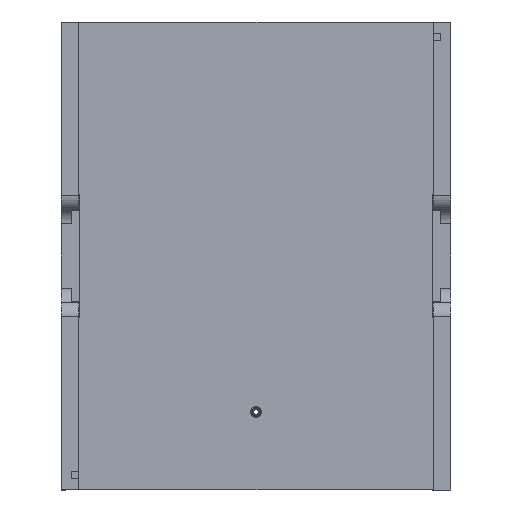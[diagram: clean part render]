
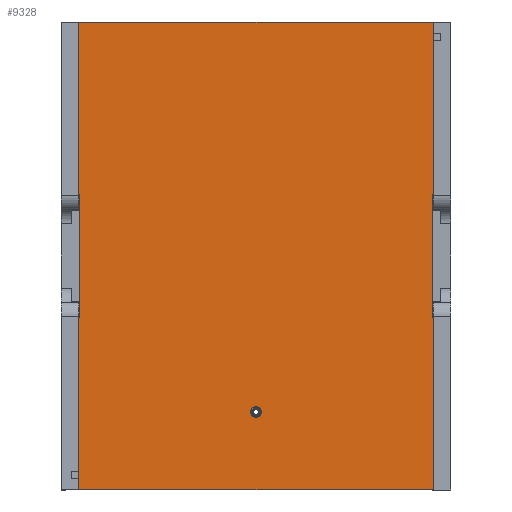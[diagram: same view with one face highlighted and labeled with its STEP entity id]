
A CAD part, front view. The second image highlights one B-rep face of the part: STEP entity #9328.
In plain terms, the highlighted planar face has unit normal (0, -1, 0).
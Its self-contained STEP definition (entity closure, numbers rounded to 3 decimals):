
#30 = FACE_BOUND ( 'NONE', #12866, .T. ) ;
#344 = CARTESIAN_POINT ( 'NONE',  ( 172.7, 0., -56.8 ) ) ;
#388 = DIRECTION ( 'NONE',  ( 0., 0., 1. ) ) ;
#632 = ORIENTED_EDGE ( 'NONE', *, *, #3542, .F. ) ;
#732 = ORIENTED_EDGE ( 'NONE', *, *, #2360, .F. ) ;
#1052 = CARTESIAN_POINT ( 'NONE',  ( 170.5, 0., 225. ) ) ;
#1066 = FACE_OUTER_BOUND ( 'NONE', #4072, .T. ) ;
#1198 = EDGE_CURVE ( 'NONE', #12833, #3908, #1866, .T. ) ;
#1199 = LINE ( 'NONE', #9620, #5682 ) ;
#1343 = DIRECTION ( 'NONE',  ( 0., 0., -1. ) ) ;
#1425 = VERTEX_POINT ( 'NONE', #6412 ) ;
#1634 = DIRECTION ( 'NONE',  ( 0., 0., 1. ) ) ;
#1657 = VECTOR ( 'NONE', #5126, 1000. ) ;
#1841 = ORIENTED_EDGE ( 'NONE', *, *, #9772, .T. ) ;
#1866 = CIRCLE ( 'NONE', #2091, 3.2 ) ;
#1905 = VERTEX_POINT ( 'NONE', #2115 ) ;
#1943 = DIRECTION ( 'NONE',  ( -1., 0., 0. ) ) ;
#2091 = AXIS2_PLACEMENT_3D ( 'NONE', #10109, #12114, #388 ) ;
#2111 = VERTEX_POINT ( 'NONE', #8217 ) ;
#2115 = CARTESIAN_POINT ( 'NONE',  ( 169.5, 0., -56.8 ) ) ;
#2132 = VERTEX_POINT ( 'NONE', #11404 ) ;
#2154 = VERTEX_POINT ( 'NONE', #11541 ) ;
#2176 = EDGE_CURVE ( 'NONE', #3908, #1905, #2863, .T. ) ;
#2360 = EDGE_CURVE ( 'NONE', #9262, #1425, #1199, .T. ) ;
#2381 = CARTESIAN_POINT ( 'NONE',  ( -170.5, 0., -59.124 ) ) ;
#2431 = VERTEX_POINT ( 'NONE', #2381 ) ;
#2497 = ORIENTED_EDGE ( 'NONE', *, *, #4836, .T. ) ;
#2519 = CARTESIAN_POINT ( 'NONE',  ( -169.5, 0., -56.8 ) ) ;
#2595 = CARTESIAN_POINT ( 'NONE',  ( -169.5, 0., 56.8 ) ) ;
#2662 = DIRECTION ( 'NONE',  ( 0., 1., 0. ) ) ;
#2833 = ORIENTED_EDGE ( 'NONE', *, *, #12180, .T. ) ;
#2863 = LINE ( 'NONE', #2923, #1657 ) ;
#2923 = CARTESIAN_POINT ( 'NONE',  ( 169.5, 0., -56.8 ) ) ;
#2966 = CARTESIAN_POINT ( 'NONE',  ( 169.5, 0., 56.8 ) ) ;
#3072 = CARTESIAN_POINT ( 'NONE',  ( 0., 0., 0. ) ) ;
#3167 = CARTESIAN_POINT ( 'NONE',  ( 170.5, 0., -59.124 ) ) ;
#3189 = EDGE_CURVE ( 'NONE', #9262, #10925, #7603, .T. ) ;
#3197 = DIRECTION ( 'NONE',  ( 0., 0., -1. ) ) ;
#3201 = AXIS2_PLACEMENT_3D ( 'NONE', #5773, #7763, #1634 ) ;
#3322 = VERTEX_POINT ( 'NONE', #2519 ) ;
#3449 = VERTEX_POINT ( 'NONE', #7744 ) ;
#3542 = EDGE_CURVE ( 'NONE', #2132, #2111, #12365, .T. ) ;
#3564 = DIRECTION ( 'NONE',  ( 0., 0., 1. ) ) ;
#3821 = DIRECTION ( 'NONE',  ( 0., 0., -1. ) ) ;
#3866 = CIRCLE ( 'NONE', #9132, 3.2 ) ;
#3908 = VERTEX_POINT ( 'NONE', #2966 ) ;
#4042 = DIRECTION ( 'NONE',  ( 0., 0., 1. ) ) ;
#4072 = EDGE_LOOP ( 'NONE', ( #4585, #9853, #732, #4555, #6447, #7632, #1841, #2497, #632, #8109, #6168, #11826 ) ) ;
#4296 = AXIS2_PLACEMENT_3D ( 'NONE', #3072, #11477, #7257 ) ;
#4522 = CARTESIAN_POINT ( 'NONE',  ( -170.5, 0., 225. ) ) ;
#4555 = ORIENTED_EDGE ( 'NONE', *, *, #3189, .T. ) ;
#4585 = ORIENTED_EDGE ( 'NONE', *, *, #1198, .F. ) ;
#4589 = DIRECTION ( 'NONE',  ( 0., 0., -1. ) ) ;
#4611 = LINE ( 'NONE', #9983, #11499 ) ;
#4658 = LINE ( 'NONE', #10799, #9971 ) ;
#4836 = EDGE_CURVE ( 'NONE', #2431, #2111, #4658, .T. ) ;
#4915 = CARTESIAN_POINT ( 'NONE',  ( 177.5, 0., -225. ) ) ;
#4921 = CARTESIAN_POINT ( 'NONE',  ( 170.5, 0., 59.124 ) ) ;
#5126 = DIRECTION ( 'NONE',  ( 0., 0., -1. ) ) ;
#5302 = EDGE_CURVE ( 'NONE', #5717, #3322, #4611, .T. ) ;
#5520 = DIRECTION ( 'NONE',  ( 0., -1., 0. ) ) ;
#5581 = ORIENTED_EDGE ( 'NONE', *, *, #5677, .T. ) ;
#5677 = EDGE_CURVE ( 'NONE', #3449, #2154, #9531, .T. ) ;
#5682 = VECTOR ( 'NONE', #11895, 1000. ) ;
#5717 = VERTEX_POINT ( 'NONE', #2595 ) ;
#5773 = CARTESIAN_POINT ( 'NONE',  ( -172.7, 0., 56.8 ) ) ;
#6168 = ORIENTED_EDGE ( 'NONE', *, *, #11107, .F. ) ;
#6400 = CARTESIAN_POINT ( 'NONE',  ( -170.5, 0., 59.124 ) ) ;
#6412 = CARTESIAN_POINT ( 'NONE',  ( 170.5, 0., 225. ) ) ;
#6447 = ORIENTED_EDGE ( 'NONE', *, *, #11979, .T. ) ;
#7257 = DIRECTION ( 'NONE',  ( 0., 0., 1. ) ) ;
#7430 = DIRECTION ( 'NONE',  ( 0., 0., -1. ) ) ;
#7603 = LINE ( 'NONE', #4522, #9873 ) ;
#7632 = ORIENTED_EDGE ( 'NONE', *, *, #5302, .T. ) ;
#7744 = CARTESIAN_POINT ( 'NONE',  ( 0., 0., -144.5 ) ) ;
#7763 = DIRECTION ( 'NONE',  ( 0., 1., 0. ) ) ;
#8109 = ORIENTED_EDGE ( 'NONE', *, *, #13421, .F. ) ;
#8141 = DIRECTION ( 'NONE',  ( 0., 1., 0. ) ) ;
#8217 = CARTESIAN_POINT ( 'NONE',  ( -170.5, 0., -225. ) ) ;
#8287 = LINE ( 'NONE', #1052, #11155 ) ;
#8466 = LINE ( 'NONE', #12696, #13332 ) ;
#9017 = EDGE_CURVE ( 'NONE', #1425, #12833, #8466, .T. ) ;
#9130 = VERTEX_POINT ( 'NONE', #3167 ) ;
#9132 = AXIS2_PLACEMENT_3D ( 'NONE', #344, #5520, #9729 ) ;
#9186 = CARTESIAN_POINT ( 'NONE',  ( -172.7, 0., -56.8 ) ) ;
#9262 = VERTEX_POINT ( 'NONE', #12842 ) ;
#9328 = ADVANCED_FACE ( 'NONE', ( #30, #1066 ), #9484, .F. ) ;
#9484 = PLANE ( 'NONE',  #4296 ) ;
#9531 = CIRCLE ( 'NONE', #10856, 5.5 ) ;
#9597 = CIRCLE ( 'NONE', #11350, 5.5 ) ;
#9620 = CARTESIAN_POINT ( 'NONE',  ( 177.5, 0., 225. ) ) ;
#9729 = DIRECTION ( 'NONE',  ( 0., 0., -1. ) ) ;
#9772 = EDGE_CURVE ( 'NONE', #3322, #2431, #11306, .T. ) ;
#9853 = ORIENTED_EDGE ( 'NONE', *, *, #9017, .F. ) ;
#9873 = VECTOR ( 'NONE', #4589, 1000. ) ;
#9971 = VECTOR ( 'NONE', #1343, 1000. ) ;
#9983 = CARTESIAN_POINT ( 'NONE',  ( -169.5, 0., -56.8 ) ) ;
#9998 = AXIS2_PLACEMENT_3D ( 'NONE', #9186, #8141, #3821 ) ;
#10034 = CARTESIAN_POINT ( 'NONE',  ( 0., 0., -150. ) ) ;
#10052 = DIRECTION ( 'NONE',  ( 0., 0., -1. ) ) ;
#10109 = CARTESIAN_POINT ( 'NONE',  ( 172.7, 0., 56.8 ) ) ;
#10467 = CIRCLE ( 'NONE', #3201, 3.2 ) ;
#10799 = CARTESIAN_POINT ( 'NONE',  ( -170.5, 0., 225. ) ) ;
#10856 = AXIS2_PLACEMENT_3D ( 'NONE', #10034, #2662, #3564 ) ;
#10925 = VERTEX_POINT ( 'NONE', #6400 ) ;
#11107 = EDGE_CURVE ( 'NONE', #1905, #9130, #3866, .T. ) ;
#11155 = VECTOR ( 'NONE', #3197, 1000. ) ;
#11215 = DIRECTION ( 'NONE',  ( 0., 1., 0. ) ) ;
#11306 = CIRCLE ( 'NONE', #9998, 3.2 ) ;
#11350 = AXIS2_PLACEMENT_3D ( 'NONE', #13369, #11215, #4042 ) ;
#11404 = CARTESIAN_POINT ( 'NONE',  ( 170.5, 0., -225. ) ) ;
#11477 = DIRECTION ( 'NONE',  ( 0., 1., 0. ) ) ;
#11499 = VECTOR ( 'NONE', #10052, 1000. ) ;
#11541 = CARTESIAN_POINT ( 'NONE',  ( 0., 0., -155.5 ) ) ;
#11826 = ORIENTED_EDGE ( 'NONE', *, *, #2176, .F. ) ;
#11895 = DIRECTION ( 'NONE',  ( 1., 0., 0. ) ) ;
#11979 = EDGE_CURVE ( 'NONE', #10925, #5717, #10467, .T. ) ;
#12114 = DIRECTION ( 'NONE',  ( 0., -1., 0. ) ) ;
#12180 = EDGE_CURVE ( 'NONE', #2154, #3449, #9597, .T. ) ;
#12365 = LINE ( 'NONE', #4915, #13409 ) ;
#12696 = CARTESIAN_POINT ( 'NONE',  ( 170.5, 0., 225. ) ) ;
#12833 = VERTEX_POINT ( 'NONE', #4921 ) ;
#12842 = CARTESIAN_POINT ( 'NONE',  ( -170.5, 0., 225. ) ) ;
#12866 = EDGE_LOOP ( 'NONE', ( #5581, #2833 ) ) ;
#13332 = VECTOR ( 'NONE', #7430, 1000. ) ;
#13369 = CARTESIAN_POINT ( 'NONE',  ( 0., 0., -150. ) ) ;
#13409 = VECTOR ( 'NONE', #1943, 1000. ) ;
#13421 = EDGE_CURVE ( 'NONE', #9130, #2132, #8287, .T. ) ;
